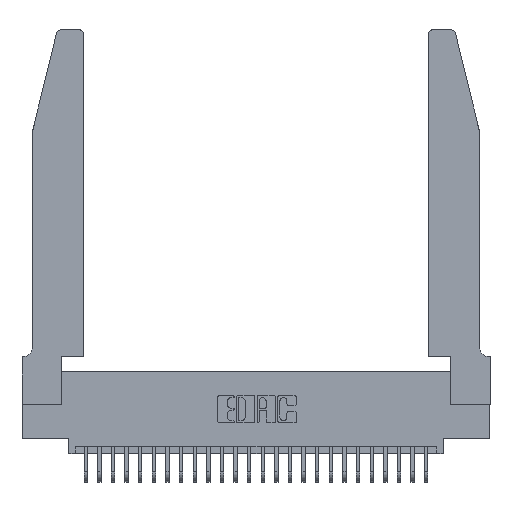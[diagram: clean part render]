
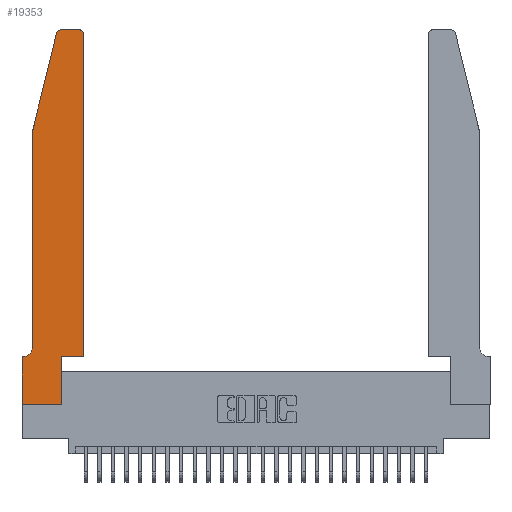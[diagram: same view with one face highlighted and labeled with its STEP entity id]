
A CAD part, top view. The second image highlights one B-rep face of the part: STEP entity #19353.
In plain terms, the highlighted planar face has unit normal (0, 0, 1).
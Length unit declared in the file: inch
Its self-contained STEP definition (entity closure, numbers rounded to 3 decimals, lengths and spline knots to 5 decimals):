
#582 = EDGE_CURVE ( 'NONE', #16073, #26795, #13271, .T. ) ;
#664 = ORIENTED_EDGE ( 'NONE', *, *, #582, .T. ) ;
#739 = ORIENTED_EDGE ( 'NONE', *, *, #12028, .T. ) ;
#1393 = CARTESIAN_POINT ( 'NONE',  ( 0.0055, 0.42, 0.37 ) ) ;
#1949 = DIRECTION ( 'NONE',  ( 0., -1., 0. ) ) ;
#2128 = DIRECTION ( 'NONE',  ( -0.239, -0.971, 0. ) ) ;
#2201 = DIRECTION ( 'NONE',  ( 1., 0., 0. ) ) ;
#2327 = CARTESIAN_POINT ( 'NONE',  ( 0.4505, 2.72, 0.37 ) ) ;
#2386 = CARTESIAN_POINT ( 'NONE',  ( 0., 0., 0.37 ) ) ;
#2614 = ORIENTED_EDGE ( 'NONE', *, *, #4860, .T. ) ;
#2952 = DIRECTION ( 'NONE',  ( -1., 0., 0. ) ) ;
#3033 = LINE ( 'NONE', #2386, #3380 ) ;
#3054 = VECTOR ( 'NONE', #17631, 39.37008 ) ;
#3087 = EDGE_CURVE ( 'NONE', #10882, #3852, #28969, .T. ) ;
#3350 = AXIS2_PLACEMENT_3D ( 'NONE', #1393, #3673, #12386 ) ;
#3380 = VECTOR ( 'NONE', #2201, 39.37008 ) ;
#3673 = DIRECTION ( 'NONE',  ( 0., 0., -1. ) ) ;
#3826 = VERTEX_POINT ( 'NONE', #8971 ) ;
#3852 = VERTEX_POINT ( 'NONE', #17495 ) ;
#3912 = DIRECTION ( 'NONE',  ( 1., 0., 0. ) ) ;
#4124 = CARTESIAN_POINT ( 'NONE',  ( 0.4505, 0.35, 0.37 ) ) ;
#4783 = EDGE_CURVE ( 'NONE', #26795, #11901, #3033, .T. ) ;
#4860 = EDGE_CURVE ( 'NONE', #22188, #8980, #27976, .T. ) ;
#5017 = CARTESIAN_POINT ( 'NONE',  ( 0.0755, 2., 0.37 ) ) ;
#5278 = CARTESIAN_POINT ( 'NONE',  ( 0.2605, 2.75, 0.37 ) ) ;
#6099 = CARTESIAN_POINT ( 'NONE',  ( 0.4505, 0.35, 0.37 ) ) ;
#6154 = EDGE_CURVE ( 'NONE', #3826, #18296, #22313, .T. ) ;
#6642 = AXIS2_PLACEMENT_3D ( 'NONE', #17376, #28281, #3912 ) ;
#7328 = CARTESIAN_POINT ( 'NONE',  ( 0.25487, 2.72718, 0.37 ) ) ;
#7473 = ORIENTED_EDGE ( 'NONE', *, *, #27101, .T. ) ;
#7727 = LINE ( 'NONE', #8781, #21138 ) ;
#7759 = EDGE_CURVE ( 'NONE', #11901, #28619, #16182, .T. ) ;
#7812 = CARTESIAN_POINT ( 'NONE',  ( 0.284, 2.72, 0.37 ) ) ;
#7998 = LINE ( 'NONE', #25741, #24570 ) ;
#8014 = PLANE ( 'NONE',  #6642 ) ;
#8316 = LINE ( 'NONE', #10481, #24181 ) ;
#8781 = CARTESIAN_POINT ( 'NONE',  ( 0.0755, 2., 0.37 ) ) ;
#8971 = CARTESIAN_POINT ( 'NONE',  ( 0.284, 2.75, 0.37 ) ) ;
#8980 = VERTEX_POINT ( 'NONE', #15794 ) ;
#8985 = LINE ( 'NONE', #6099, #3054 ) ;
#9411 = ORIENTED_EDGE ( 'NONE', *, *, #4783, .T. ) ;
#10481 = CARTESIAN_POINT ( 'NONE',  ( 0.4505, 0.35, 0.37 ) ) ;
#10576 = ORIENTED_EDGE ( 'NONE', *, *, #7759, .T. ) ;
#10655 = EDGE_CURVE ( 'NONE', #21909, #10882, #8316, .T. ) ;
#10882 = VERTEX_POINT ( 'NONE', #2327 ) ;
#11109 = CARTESIAN_POINT ( 'NONE',  ( 0.0055, 0.35, 0.37 ) ) ;
#11351 = CIRCLE ( 'NONE', #3350, 0.07 ) ;
#11703 = CARTESIAN_POINT ( 'NONE',  ( 0.2865, 0., 0.37 ) ) ;
#11901 = VERTEX_POINT ( 'NONE', #11703 ) ;
#12028 = EDGE_CURVE ( 'NONE', #8980, #25830, #11351, .T. ) ;
#12386 = DIRECTION ( 'NONE',  ( -1., 0., 0. ) ) ;
#13271 = LINE ( 'NONE', #28860, #24940 ) ;
#13734 = ORIENTED_EDGE ( 'NONE', *, *, #10655, .T. ) ;
#14132 = ORIENTED_EDGE ( 'NONE', *, *, #6154, .T. ) ;
#14222 = DIRECTION ( 'NONE',  ( 0., 0., 1. ) ) ;
#14312 = DIRECTION ( 'NONE',  ( -1., 0., 0. ) ) ;
#14433 = VECTOR ( 'NONE', #27868, 39.37008 ) ;
#15794 = CARTESIAN_POINT ( 'NONE',  ( 0.0755, 0.42, 0.37 ) ) ;
#15954 = AXIS2_PLACEMENT_3D ( 'NONE', #23063, #20595, #16131 ) ;
#16073 = VERTEX_POINT ( 'NONE', #25242 ) ;
#16131 = DIRECTION ( 'NONE',  ( 1., 0., 0. ) ) ;
#16182 = LINE ( 'NONE', #25619, #14433 ) ;
#16193 = ORIENTED_EDGE ( 'NONE', *, *, #28590, .T. ) ;
#16358 = FACE_OUTER_BOUND ( 'NONE', #18981, .T. ) ;
#16411 = LINE ( 'NONE', #5278, #23132 ) ;
#16501 = DIRECTION ( 'NONE',  ( 1., 0., 0. ) ) ;
#16956 = EDGE_CURVE ( 'NONE', #28619, #21909, #8985, .T. ) ;
#17376 = CARTESIAN_POINT ( 'NONE',  ( 0., 0.35, 0.37 ) ) ;
#17495 = CARTESIAN_POINT ( 'NONE',  ( 0.4205, 2.75, 0.37 ) ) ;
#17515 = AXIS2_PLACEMENT_3D ( 'NONE', #7812, #14222, #16501 ) ;
#17631 = DIRECTION ( 'NONE',  ( 1., 0., 0. ) ) ;
#18017 = ORIENTED_EDGE ( 'NONE', *, *, #18305, .T. ) ;
#18296 = VERTEX_POINT ( 'NONE', #7328 ) ;
#18305 = EDGE_CURVE ( 'NONE', #3852, #3826, #16411, .T. ) ;
#18981 = EDGE_LOOP ( 'NONE', ( #18017, #14132, #7473, #2614, #739, #16193, #664, #9411, #10576, #23614, #13734, #21322 ) ) ;
#19085 = CARTESIAN_POINT ( 'NONE',  ( 0.2865, 0.35, 0.37 ) ) ;
#19353 = ADVANCED_FACE ( 'NONE', ( #16358 ), #8014, .T. ) ;
#20595 = DIRECTION ( 'NONE',  ( 0., 0., 1. ) ) ;
#20945 = CARTESIAN_POINT ( 'NONE',  ( 0., 0., 0.37 ) ) ;
#21138 = VECTOR ( 'NONE', #2128, 39.37008 ) ;
#21322 = ORIENTED_EDGE ( 'NONE', *, *, #3087, .T. ) ;
#21909 = VERTEX_POINT ( 'NONE', #4124 ) ;
#22188 = VERTEX_POINT ( 'NONE', #27721 ) ;
#22313 = CIRCLE ( 'NONE', #17515, 0.03 ) ;
#22727 = VECTOR ( 'NONE', #23154, 39.37008 ) ;
#23063 = CARTESIAN_POINT ( 'NONE',  ( 0.4205, 2.72, 0.37 ) ) ;
#23132 = VECTOR ( 'NONE', #2952, 39.37008 ) ;
#23154 = DIRECTION ( 'NONE',  ( 0., -1., 0. ) ) ;
#23614 = ORIENTED_EDGE ( 'NONE', *, *, #16956, .T. ) ;
#24181 = VECTOR ( 'NONE', #25983, 39.37008 ) ;
#24570 = VECTOR ( 'NONE', #14312, 39.37008 ) ;
#24940 = VECTOR ( 'NONE', #1949, 39.37008 ) ;
#25242 = CARTESIAN_POINT ( 'NONE',  ( 0., 0.35, 0.37 ) ) ;
#25619 = CARTESIAN_POINT ( 'NONE',  ( 0.2865, 0.35, 0.37 ) ) ;
#25741 = CARTESIAN_POINT ( 'NONE',  ( 0.0755, 0.35, 0.37 ) ) ;
#25830 = VERTEX_POINT ( 'NONE', #11109 ) ;
#25983 = DIRECTION ( 'NONE',  ( 0., 1., 0. ) ) ;
#26795 = VERTEX_POINT ( 'NONE', #20945 ) ;
#27101 = EDGE_CURVE ( 'NONE', #18296, #22188, #7727, .T. ) ;
#27721 = CARTESIAN_POINT ( 'NONE',  ( 0.0755, 2., 0.37 ) ) ;
#27868 = DIRECTION ( 'NONE',  ( 0., 1., 0. ) ) ;
#27976 = LINE ( 'NONE', #5017, #22727 ) ;
#28281 = DIRECTION ( 'NONE',  ( 0., 0., 1. ) ) ;
#28590 = EDGE_CURVE ( 'NONE', #25830, #16073, #7998, .T. ) ;
#28619 = VERTEX_POINT ( 'NONE', #19085 ) ;
#28860 = CARTESIAN_POINT ( 'NONE',  ( 0., 0., 0.37 ) ) ;
#28969 = CIRCLE ( 'NONE', #15954, 0.03 ) ;
